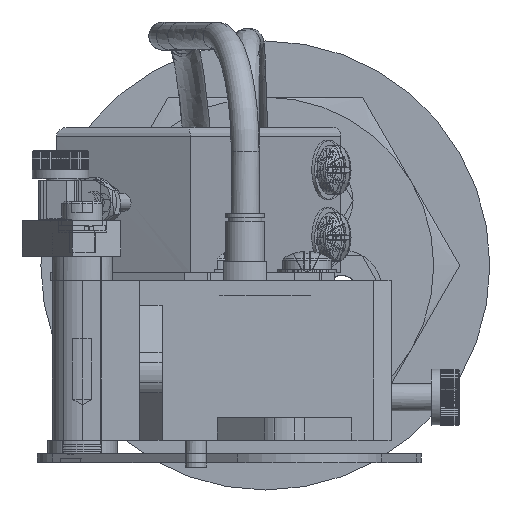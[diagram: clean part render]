
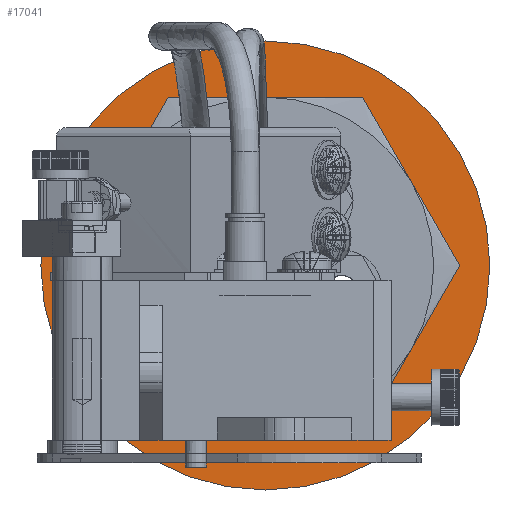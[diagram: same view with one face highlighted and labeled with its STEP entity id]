
A CAD part, front view. The second image highlights one B-rep face of the part: STEP entity #17041.
In plain terms, the highlighted planar face has unit normal (0, -1, 0).
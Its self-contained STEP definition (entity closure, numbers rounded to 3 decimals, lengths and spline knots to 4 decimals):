
#15407=PLANE('',#42438);
#17041=ADVANCED_FACE('',(#19488,#19489),#15407,.F.);
#19488=FACE_BOUND('',#20407,.T.);
#19489=FACE_BOUND('',#20408,.T.);
#20407=EDGE_LOOP('',(#23436));
#20408=EDGE_LOOP('',(#23437));
#23436=ORIENTED_EDGE('',*,*,#35757,.F.);
#23437=ORIENTED_EDGE('',*,*,#35759,.T.);
#32660=VERTEX_POINT('',#58040);
#32662=VERTEX_POINT('',#58045);
#35757=EDGE_CURVE('',#32660,#32660,#40398,.T.);
#35759=EDGE_CURVE('',#32662,#32662,#40400,.T.);
#40398=CIRCLE('',#42432,1.);
#40400=CIRCLE('',#42435,0.513);
#42432=AXIS2_PLACEMENT_3D('',#58039,#47041,#47042);
#42435=AXIS2_PLACEMENT_3D('',#58044,#47047,#47048);
#42438=AXIS2_PLACEMENT_3D('',#58049,#47053,#47054);
#47041=DIRECTION('',(0.,1.,0.));
#47042=DIRECTION('',(1.,0.,0.));
#47047=DIRECTION('',(0.,1.,0.));
#47048=DIRECTION('',(1.,0.,0.));
#47053=DIRECTION('',(0.,1.,0.));
#47054=DIRECTION('',(1.,0.,0.));
#58039=CARTESIAN_POINT('',(-0.085,1.3955,0.025));
#58040=CARTESIAN_POINT('',(0.915,1.3955,0.025));
#58044=CARTESIAN_POINT('',(-0.085,1.3955,0.025));
#58045=CARTESIAN_POINT('',(0.428,1.3955,0.025));
#58049=CARTESIAN_POINT('',(-0.085,1.3955,0.025));
